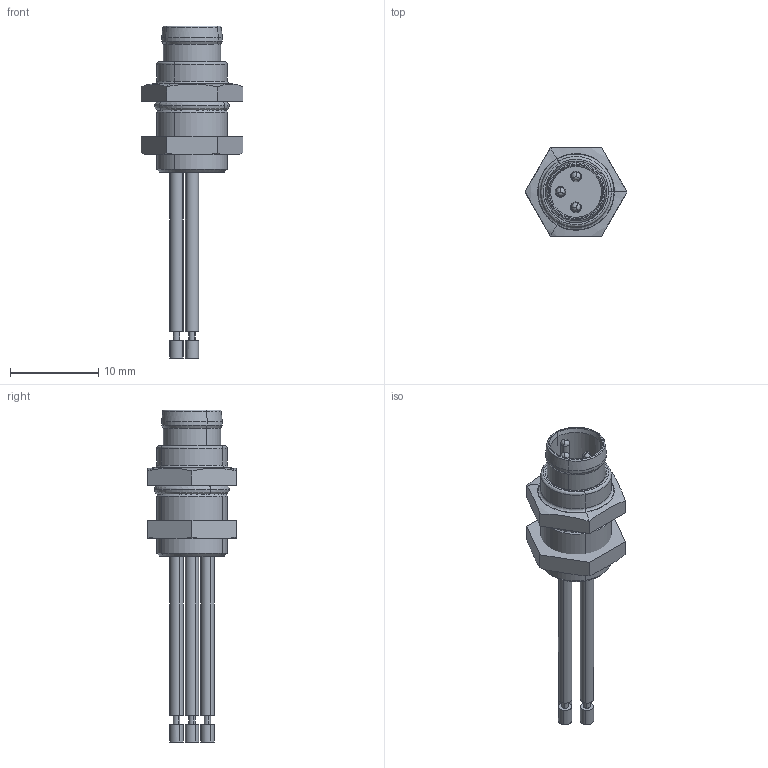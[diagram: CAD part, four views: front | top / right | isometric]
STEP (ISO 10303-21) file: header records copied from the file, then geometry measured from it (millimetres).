
FILE_DESCRIPTION(('CATIA V5 STEP Exchange','CAx-IF Rec.Pracs.--- Model Styling and Organization---1.4--- 2014-01-23'),'2;1');
FILE_NAME ('024065-4_0', '2020-11-12T06:56:24+00:00', ('none'), ('Weidmueller'), 'CATIA Version 5-6 Release 2016 SP3 HF44', 'CATIA V5 STEP AP214', 'none');
FILE_SCHEMA(('AUTOMOTIVE_DESIGN { 1 0 10303 214 1 1 1 1 }'));
Length unit declared in the file: millimetre
Products named in the file (1): 1861280000
Bounding box: 11.55 x 10 x 37.6 mm (x, y, z)
Volume: 787.1 mm3; surface area: 1983.2 mm2
Topology: 10 solids, 10 shells, 355 faces, 849 edges, 534 vertices
Faces by surface type: bspline 286, plane 69
Entity records: 11513 total; most frequent: CARTESIAN_POINT 6625, ORIENTED_EDGE 1662, EDGE_CURVE 831, VERTEX_POINT 534, EDGE_LOOP 411, ADVANCED_FACE 355, FACE_OUTER_BOUND 355, B_SPLINE_CURVE_WITH_KNOTS 259
